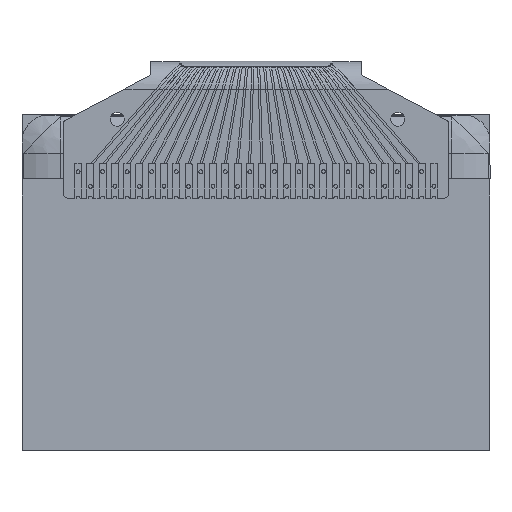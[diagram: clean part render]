
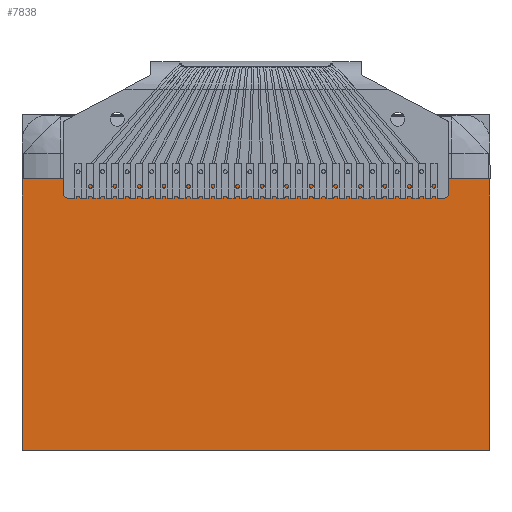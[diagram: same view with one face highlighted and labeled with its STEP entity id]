
A CAD part, front view. The second image highlights one B-rep face of the part: STEP entity #7838.
In plain terms, the highlighted planar face has unit normal (0, -1, 0).
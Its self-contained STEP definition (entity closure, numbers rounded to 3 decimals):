
#1941 = FACE_OUTER_BOUND ( 'NONE', #16057, .T. ) ;
#5359 = CARTESIAN_POINT ( 'NONE',  ( 13.35, -0.6, -9.6 ) ) ;
#7610 = CARTESIAN_POINT ( 'NONE',  ( -13.35, -0.6, 5.901 ) ) ;
#7838 = ADVANCED_FACE ( 'NONE', ( #1941 ), #12778, .T. ) ;
#8299 = CARTESIAN_POINT ( 'NONE',  ( 13.35, -0.6, 5.901 ) ) ;
#10106 = CARTESIAN_POINT ( 'NONE',  ( 4.45, -0.6, -9.6 ) ) ;
#11321 = CARTESIAN_POINT ( 'NONE',  ( 13.35, -0.6, 5.901 ) ) ;
#11580 = VERTEX_POINT ( 'NONE', #7610 ) ;
#12778 = PLANE ( 'NONE',  #14705 ) ;
#14705 = AXIS2_PLACEMENT_3D ( 'NONE', #29781, #40038, #26197 ) ;
#16057 = EDGE_LOOP ( 'NONE', ( #18238, #29463, #21068, #26136 ) ) ;
#17656 = EDGE_CURVE ( 'NONE', #32439, #23218, #34972, .T. ) ;
#18116 = CARTESIAN_POINT ( 'NONE',  ( -4.45, -0.6, 5.901 ) ) ;
#18238 = ORIENTED_EDGE ( 'NONE', *, *, #43770, .T. ) ;
#19900 = VERTEX_POINT ( 'NONE', #38221 ) ;
#21068 = ORIENTED_EDGE ( 'NONE', *, *, #36893, .T. ) ;
#22110 = CARTESIAN_POINT ( 'NONE',  ( 13.35, -0.6, 5.901 ) ) ;
#22843 = CARTESIAN_POINT ( 'NONE',  ( -13.35, -0.6, 0.734 ) ) ;
#23218 = VERTEX_POINT ( 'NONE', #22110 ) ;
#24366 = B_SPLINE_CURVE_WITH_KNOTS ( 'NONE', 3,
 ( #26270, #22843, #26718, #39890 ),
 .UNSPECIFIED., .F., .F.,
 ( 4, 4 ),
 ( 0., 1. ),
 .UNSPECIFIED. ) ;
#25140 = CARTESIAN_POINT ( 'NONE',  ( -13.35, -0.6, 5.901 ) ) ;
#25502 = CARTESIAN_POINT ( 'NONE',  ( 13.35, -0.6, -4.433 ) ) ;
#26136 = ORIENTED_EDGE ( 'NONE', *, *, #31266, .T. ) ;
#26197 = DIRECTION ( 'NONE',  ( 0., 0., -1. ) ) ;
#26270 = CARTESIAN_POINT ( 'NONE',  ( -13.35, -0.6, 5.901 ) ) ;
#26718 = CARTESIAN_POINT ( 'NONE',  ( -13.35, -0.6, -4.433 ) ) ;
#26794 = B_SPLINE_CURVE_WITH_KNOTS ( 'NONE', 3,
 ( #11321, #32358, #18116, #25140 ),
 .UNSPECIFIED., .F., .F.,
 ( 4, 4 ),
 ( 0., 1. ),
 .UNSPECIFIED. ) ;
#29463 = ORIENTED_EDGE ( 'NONE', *, *, #17656, .T. ) ;
#29781 = CARTESIAN_POINT ( 'NONE',  ( 0., -0.6, 0. ) ) ;
#30794 = B_SPLINE_CURVE_WITH_KNOTS ( 'NONE', 3,
 ( #37085, #41392, #10106, #44346 ),
 .UNSPECIFIED., .F., .F.,
 ( 4, 4 ),
 ( 0., 1. ),
 .UNSPECIFIED. ) ;
#31266 = EDGE_CURVE ( 'NONE', #11580, #19900, #24366, .T. ) ;
#31722 = CARTESIAN_POINT ( 'NONE',  ( 13.35, -0.6, -9.6 ) ) ;
#32358 = CARTESIAN_POINT ( 'NONE',  ( 4.45, -0.6, 5.901 ) ) ;
#32439 = VERTEX_POINT ( 'NONE', #31722 ) ;
#34972 = B_SPLINE_CURVE_WITH_KNOTS ( 'NONE', 3,
 ( #5359, #25502, #39348, #8299 ),
 .UNSPECIFIED., .F., .F.,
 ( 4, 4 ),
 ( 0., 1. ),
 .UNSPECIFIED. ) ;
#36893 = EDGE_CURVE ( 'NONE', #23218, #11580, #26794, .T. ) ;
#37085 = CARTESIAN_POINT ( 'NONE',  ( -13.35, -0.6, -9.6 ) ) ;
#38221 = CARTESIAN_POINT ( 'NONE',  ( -13.35, -0.6, -9.6 ) ) ;
#39348 = CARTESIAN_POINT ( 'NONE',  ( 13.35, -0.6, 0.734 ) ) ;
#39890 = CARTESIAN_POINT ( 'NONE',  ( -13.35, -0.6, -9.6 ) ) ;
#40038 = DIRECTION ( 'NONE',  ( 0., -1., 0. ) ) ;
#41392 = CARTESIAN_POINT ( 'NONE',  ( -4.45, -0.6, -9.6 ) ) ;
#43770 = EDGE_CURVE ( 'NONE', #19900, #32439, #30794, .T. ) ;
#44346 = CARTESIAN_POINT ( 'NONE',  ( 13.35, -0.6, -9.6 ) ) ;
